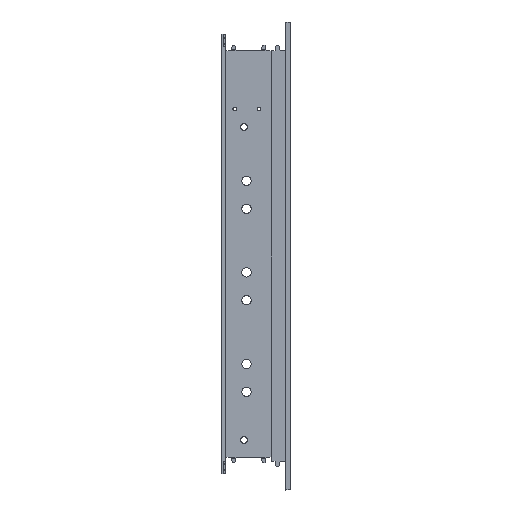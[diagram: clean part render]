
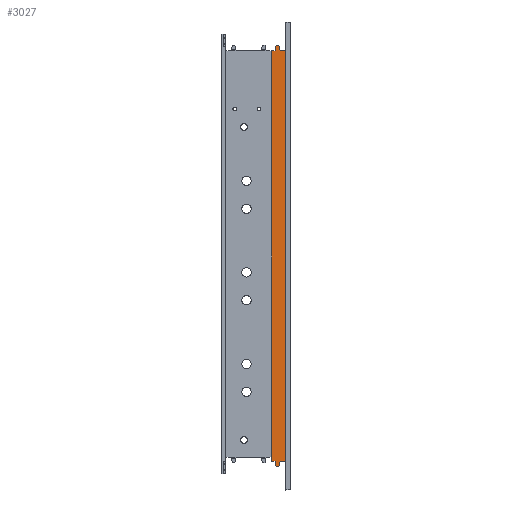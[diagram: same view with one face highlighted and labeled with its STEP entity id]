
A CAD part, left-side view. The second image highlights one B-rep face of the part: STEP entity #3027.
In plain terms, the highlighted planar face has unit normal (-1, 0, 0).
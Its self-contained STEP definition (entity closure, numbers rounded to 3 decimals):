
#21 = ORIENTED_EDGE ( 'NONE', *, *, #4484, .F. ) ;
#29 = CARTESIAN_POINT ( 'NONE',  ( 43.8, -173.002, 108.303 ) ) ;
#119 = VECTOR ( 'NONE', #6675, 1000. ) ;
#208 = CARTESIAN_POINT ( 'NONE',  ( 43.8, -204.938, 108.303 ) ) ;
#232 = VECTOR ( 'NONE', #4601, 1000. ) ;
#272 = VERTEX_POINT ( 'NONE', #5361 ) ;
#373 = CARTESIAN_POINT ( 'NONE',  ( 43.8, -204.938, 108.303 ) ) ;
#399 = EDGE_CURVE ( 'NONE', #507, #5480, #6885, .T. ) ;
#400 = EDGE_CURVE ( 'NONE', #5618, #6044, #1487, .T. ) ;
#415 = ORIENTED_EDGE ( 'NONE', *, *, #400, .F. ) ;
#420 = CARTESIAN_POINT ( 'NONE',  ( 43.8, -173.002, 1268.253 ) ) ;
#457 = AXIS2_PLACEMENT_3D ( 'NONE', #648, #6544, #3869 ) ;
#499 = ORIENTED_EDGE ( 'NONE', *, *, #1867, .F. ) ;
#505 = DIRECTION ( 'NONE',  ( 0., -1., 0. ) ) ;
#507 = VERTEX_POINT ( 'NONE', #1302 ) ;
#552 = LINE ( 'NONE', #5455, #1847 ) ;
#648 = CARTESIAN_POINT ( 'NONE',  ( 43.8, -363.719, 881.603 ) ) ;
#730 = LINE ( 'NONE', #1751, #4280 ) ;
#752 = ORIENTED_EDGE ( 'NONE', *, *, #5175, .F. ) ;
#891 = CARTESIAN_POINT ( 'NONE',  ( 43.8, -227.871, 108.303 ) ) ;
#930 = CARTESIAN_POINT ( 'NONE',  ( 43.8, -204.938, 1654.903 ) ) ;
#1027 = CARTESIAN_POINT ( 'NONE',  ( 43.8, -200.437, 87.103 ) ) ;
#1036 = CARTESIAN_POINT ( 'NONE',  ( 43.8, -185.936, 1654.903 ) ) ;
#1061 = DIRECTION ( 'NONE',  ( 0., 1., 0. ) ) ;
#1063 = VECTOR ( 'NONE', #505, 1000. ) ;
#1141 = VECTOR ( 'NONE', #2749, 1000. ) ;
#1302 = CARTESIAN_POINT ( 'NONE',  ( 43.8, -185.936, 108.303 ) ) ;
#1397 = VECTOR ( 'NONE', #1061, 1000. ) ;
#1487 = LINE ( 'NONE', #1522, #4604 ) ;
#1506 = LINE ( 'NONE', #420, #6390 ) ;
#1522 = CARTESIAN_POINT ( 'NONE',  ( 43.8, -200.437, 87.103 ) ) ;
#1566 = VERTEX_POINT ( 'NONE', #891 ) ;
#1751 = CARTESIAN_POINT ( 'NONE',  ( 43.8, -227.871, 494.953 ) ) ;
#1789 = ORIENTED_EDGE ( 'NONE', *, *, #4266, .F. ) ;
#1804 = ORIENTED_EDGE ( 'NONE', *, *, #2773, .F. ) ;
#1847 = VECTOR ( 'NONE', #4298, 1000. ) ;
#1867 = EDGE_CURVE ( 'NONE', #3022, #6094, #4652, .T. ) ;
#1986 = ORIENTED_EDGE ( 'NONE', *, *, #5528, .F. ) ;
#2019 = EDGE_CURVE ( 'NONE', #272, #5480, #1506, .T. ) ;
#2098 = EDGE_CURVE ( 'NONE', #1566, #2925, #730, .T. ) ;
#2246 = ORIENTED_EDGE ( 'NONE', *, *, #399, .F. ) ;
#2265 = FACE_OUTER_BOUND ( 'NONE', #5937, .T. ) ;
#2281 = ORIENTED_EDGE ( 'NONE', *, *, #5742, .F. ) ;
#2291 = LINE ( 'NONE', #2326, #2830 ) ;
#2326 = CARTESIAN_POINT ( 'NONE',  ( 43.8, -228.437, 1654.903 ) ) ;
#2749 = DIRECTION ( 'NONE',  ( 0., -1., 0. ) ) ;
#2770 = CARTESIAN_POINT ( 'NONE',  ( 43.8, -190.437, 87.103 ) ) ;
#2773 = EDGE_CURVE ( 'NONE', #3673, #507, #5751, .T. ) ;
#2830 = VECTOR ( 'NONE', #3427, 1000. ) ;
#2843 = DIRECTION ( 'NONE',  ( 0., 0., 1. ) ) ;
#2887 = LINE ( 'NONE', #208, #3431 ) ;
#2925 = VERTEX_POINT ( 'NONE', #5360 ) ;
#2937 = CARTESIAN_POINT ( 'NONE',  ( 43.8, -190.437, 1676.103 ) ) ;
#3022 = VERTEX_POINT ( 'NONE', #4424 ) ;
#3027 = ADVANCED_FACE ( 'NONE', ( #2265 ), #3327, .T. ) ;
#3145 = DIRECTION ( 'NONE',  ( 0., 1., 0. ) ) ;
#3173 = LINE ( 'NONE', #4344, #1141 ) ;
#3327 = PLANE ( 'NONE',  #457 ) ;
#3427 = DIRECTION ( 'NONE',  ( 0., -1., 0. ) ) ;
#3431 = VECTOR ( 'NONE', #3989, 1000. ) ;
#3539 = CARTESIAN_POINT ( 'NONE',  ( 43.8, -204.938, 1654.903 ) ) ;
#3550 = CARTESIAN_POINT ( 'NONE',  ( 43.8, -185.936, 108.303 ) ) ;
#3579 = CARTESIAN_POINT ( 'NONE',  ( 43.8, -190.437, 87.103 ) ) ;
#3654 = DIRECTION ( 'NONE',  ( 0., 0.208, -0.978 ) ) ;
#3673 = VERTEX_POINT ( 'NONE', #2770 ) ;
#3869 = DIRECTION ( 'NONE',  ( 0., 0., -1. ) ) ;
#3989 = DIRECTION ( 'NONE',  ( 0., 1., 0. ) ) ;
#4147 = VERTEX_POINT ( 'NONE', #2937 ) ;
#4246 = CARTESIAN_POINT ( 'NONE',  ( 43.8, -172.437, 108.303 ) ) ;
#4266 = EDGE_CURVE ( 'NONE', #4147, #3022, #3173, .T. ) ;
#4280 = VECTOR ( 'NONE', #2843, 1000. ) ;
#4298 = DIRECTION ( 'NONE',  ( 0., -0.208, 0.978 ) ) ;
#4344 = CARTESIAN_POINT ( 'NONE',  ( 43.8, -200.437, 1676.103 ) ) ;
#4376 = CARTESIAN_POINT ( 'NONE',  ( 43.8, -185.936, 1654.903 ) ) ;
#4424 = CARTESIAN_POINT ( 'NONE',  ( 43.8, -200.437, 1676.103 ) ) ;
#4484 = EDGE_CURVE ( 'NONE', #6094, #2925, #2291, .T. ) ;
#4601 = DIRECTION ( 'NONE',  ( 0., 0.208, 0.978 ) ) ;
#4604 = VECTOR ( 'NONE', #3654, 1000. ) ;
#4652 = LINE ( 'NONE', #3539, #119 ) ;
#4752 = EDGE_CURVE ( 'NONE', #1566, #5618, #2887, .T. ) ;
#4937 = VECTOR ( 'NONE', #3145, 1000. ) ;
#5175 = EDGE_CURVE ( 'NONE', #6044, #3673, #6234, .T. ) ;
#5233 = LINE ( 'NONE', #1036, #1063 ) ;
#5360 = CARTESIAN_POINT ( 'NONE',  ( 43.8, -227.871, 1654.903 ) ) ;
#5361 = CARTESIAN_POINT ( 'NONE',  ( 43.8, -173.002, 1654.903 ) ) ;
#5455 = CARTESIAN_POINT ( 'NONE',  ( 43.8, -190.437, 1676.103 ) ) ;
#5480 = VERTEX_POINT ( 'NONE', #29 ) ;
#5528 = EDGE_CURVE ( 'NONE', #6413, #4147, #552, .T. ) ;
#5610 = ORIENTED_EDGE ( 'NONE', *, *, #2019, .T. ) ;
#5618 = VERTEX_POINT ( 'NONE', #373 ) ;
#5742 = EDGE_CURVE ( 'NONE', #272, #6413, #5233, .T. ) ;
#5751 = LINE ( 'NONE', #3550, #232 ) ;
#5937 = EDGE_LOOP ( 'NONE', ( #5610, #2246, #1804, #752, #415, #6250, #6041, #21, #499, #1789, #1986, #2281 ) ) ;
#5969 = DIRECTION ( 'NONE',  ( 0., 0., -1. ) ) ;
#6041 = ORIENTED_EDGE ( 'NONE', *, *, #2098, .T. ) ;
#6044 = VERTEX_POINT ( 'NONE', #1027 ) ;
#6094 = VERTEX_POINT ( 'NONE', #930 ) ;
#6234 = LINE ( 'NONE', #3579, #1397 ) ;
#6250 = ORIENTED_EDGE ( 'NONE', *, *, #4752, .F. ) ;
#6390 = VECTOR ( 'NONE', #5969, 1000. ) ;
#6413 = VERTEX_POINT ( 'NONE', #4376 ) ;
#6544 = DIRECTION ( 'NONE',  ( -1., 0., 0. ) ) ;
#6675 = DIRECTION ( 'NONE',  ( 0., -0.208, -0.978 ) ) ;
#6885 = LINE ( 'NONE', #4246, #4937 ) ;
